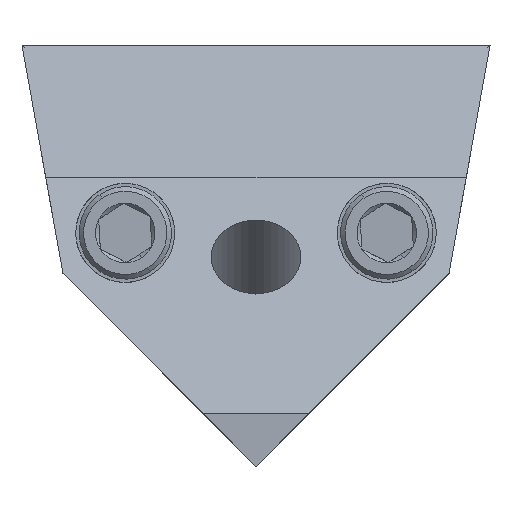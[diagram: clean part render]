
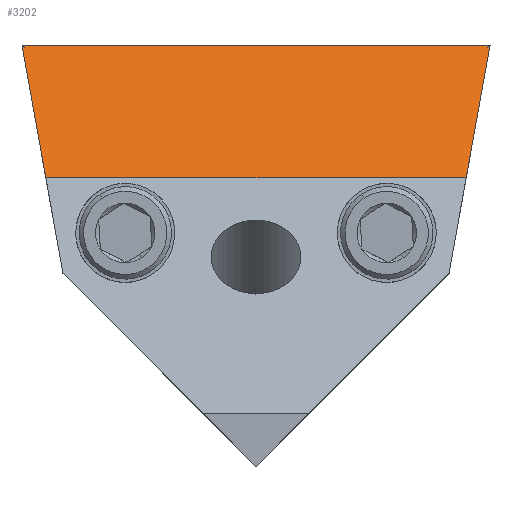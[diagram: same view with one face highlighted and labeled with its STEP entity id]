
A CAD part, front view. The second image highlights one B-rep face of the part: STEP entity #3202.
In plain terms, the highlighted planar face has unit normal (0, -0.707, 0.707).
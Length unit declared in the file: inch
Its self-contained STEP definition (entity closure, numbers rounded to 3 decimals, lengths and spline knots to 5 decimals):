
#899 = DIRECTION ( 'NONE',  ( 0.126, -0.701, -0.701 ) ) ;
#975 = VERTEX_POINT ( 'NONE', #3902 ) ;
#1120 = EDGE_CURVE ( 'NONE', #10116, #975, #2303, .T. ) ;
#1483 = LINE ( 'NONE', #6758, #3189 ) ;
#1894 = EDGE_CURVE ( 'NONE', #10168, #4918, #6233, .T. ) ;
#2303 = LINE ( 'NONE', #2479, #5087 ) ;
#2479 = CARTESIAN_POINT ( 'NONE',  ( 0.26923, -0.47233, -0.47233 ) ) ;
#2599 = DIRECTION ( 'NONE',  ( 0., 0.707, -0.707 ) ) ;
#2631 = ORIENTED_EDGE ( 'NONE', *, *, #1120, .T. ) ;
#2777 = CARTESIAN_POINT ( 'NONE',  ( 0.35433, 0., 0. ) ) ;
#2952 = EDGE_LOOP ( 'NONE', ( #2631, #6580, #10533, #10275 ) ) ;
#3189 = VECTOR ( 'NONE', #4098, 39.37008 ) ;
#3202 = ADVANCED_FACE ( 'NONE', ( #4501 ), #9961, .F. ) ;
#3902 = CARTESIAN_POINT ( 'NONE',  ( 0.35433, 0., 0. ) ) ;
#4098 = DIRECTION ( 'NONE',  ( -1., 0., 0. ) ) ;
#4501 = FACE_OUTER_BOUND ( 'NONE', #2952, .T. ) ;
#4617 = DIRECTION ( 'NONE',  ( 0., 0.707, 0.707 ) ) ;
#4918 = VERTEX_POINT ( 'NONE', #9950 ) ;
#5087 = VECTOR ( 'NONE', #6869, 39.37008 ) ;
#5494 = CARTESIAN_POINT ( 'NONE',  ( 0.3183, -0.2, -0.2 ) ) ;
#5683 = CARTESIAN_POINT ( 'NONE',  ( -0.35433, 0., 0. ) ) ;
#6233 = LINE ( 'NONE', #9857, #8877 ) ;
#6580 = ORIENTED_EDGE ( 'NONE', *, *, #7470, .F. ) ;
#6758 = CARTESIAN_POINT ( 'NONE',  ( 0.35433, -0.2, -0.2 ) ) ;
#6869 = DIRECTION ( 'NONE',  ( 0.126, 0.701, 0.701 ) ) ;
#7470 = EDGE_CURVE ( 'NONE', #10168, #975, #11081, .T. ) ;
#7518 = DIRECTION ( 'NONE',  ( 1., 0., 0. ) ) ;
#7993 = EDGE_CURVE ( 'NONE', #10116, #4918, #1483, .T. ) ;
#8864 = VECTOR ( 'NONE', #7518, 39.37008 ) ;
#8877 = VECTOR ( 'NONE', #899, 39.37008 ) ;
#8931 = CARTESIAN_POINT ( 'NONE',  ( -0.35433, 0., 0. ) ) ;
#9857 = CARTESIAN_POINT ( 'NONE',  ( -0.26923, -0.47233, -0.47233 ) ) ;
#9950 = CARTESIAN_POINT ( 'NONE',  ( -0.3183, -0.2, -0.2 ) ) ;
#9961 = PLANE ( 'NONE',  #10570 ) ;
#10116 = VERTEX_POINT ( 'NONE', #5494 ) ;
#10168 = VERTEX_POINT ( 'NONE', #8931 ) ;
#10275 = ORIENTED_EDGE ( 'NONE', *, *, #7993, .F. ) ;
#10533 = ORIENTED_EDGE ( 'NONE', *, *, #1894, .T. ) ;
#10570 = AXIS2_PLACEMENT_3D ( 'NONE', #2777, #2599, #4617 ) ;
#11081 = LINE ( 'NONE', #5683, #8864 ) ;
